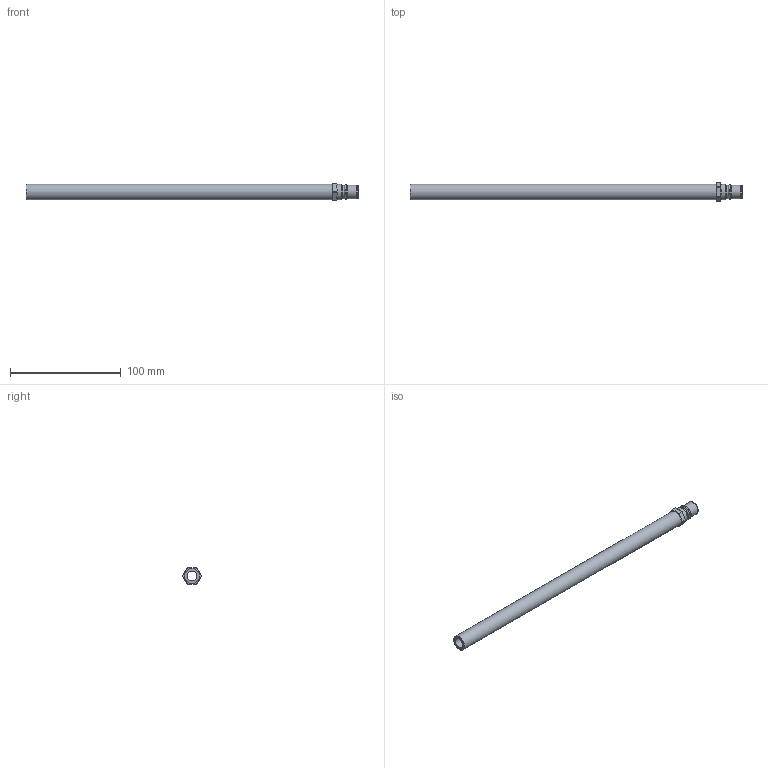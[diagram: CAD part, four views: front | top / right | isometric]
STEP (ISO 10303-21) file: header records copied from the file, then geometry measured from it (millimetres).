
FILE_DESCRIPTION(/* description */ ('STECKNIPPEL'),/* implementation_level */ '2;1');
FILE_NAME(/* name */ 'ESF 300 R.stp',/* time_stamp */ '2024-11-06T12:05:22+01:00',/* author */ (''),/* organization */ (''),/* preprocessor_version */ 'ST-DEVELOPER v18.1',/* originating_system */ 'Autodesk Inventor 2022',/* authorisation */ '');
FILE_SCHEMA (('AUTOMOTIVE_DESIGN { 1 0 10303 214 3 1 1 }'));
Length unit declared in the file: millimetre
Products named in the file (2): ESF 300 R; LUE_00044668
Assembly tree (1 placements, depth 2):
  ESF 300 R
    LUE_00044668
Bounding box: 300 x 16.8 x 15 mm (x, y, z)
Volume: 26777.9 mm3; surface area: 21869 mm2
Topology: 1 solids, 1 shells, 31 faces, 77 edges, 49 vertices
Faces by surface type: cylinder 12, plane 9, cone 6, torus 4
Full cylindrical faces by diameter (mm): 9 x1, 11.85 x1, 12.45 x1, 13.8 x2, 14 x1
Entity records: 1043 total; most frequent: DIRECTION 180, CARTESIAN_POINT 172, ORIENTED_EDGE 154, EDGE_CURVE 77, AXIS2_PLACEMENT_3D 75, VERTEX_POINT 49, CIRCLE 41, EDGE_LOOP 34
